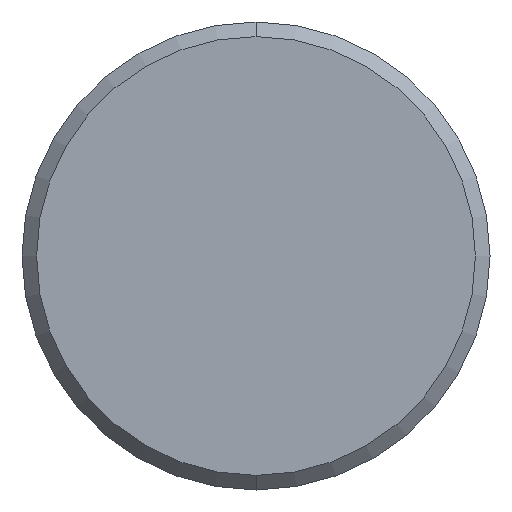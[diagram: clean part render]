
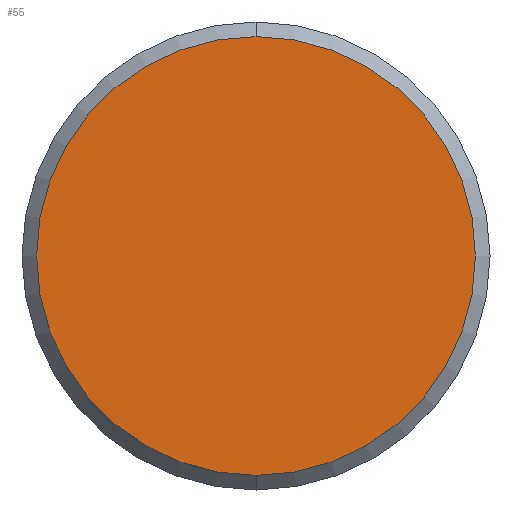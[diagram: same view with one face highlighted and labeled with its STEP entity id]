
A CAD part, front view. The second image highlights one B-rep face of the part: STEP entity #55.
In plain terms, the highlighted planar face has unit normal (0, -1, 0).
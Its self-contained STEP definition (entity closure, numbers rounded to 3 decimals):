
#2 = CARTESIAN_POINT ( 'NONE',  ( 0., -4., 0. ) ) ;
#39 = DIRECTION ( 'NONE',  ( 0., 1., 0. ) ) ;
#44 = DIRECTION ( 'NONE',  ( 0., 0., 1. ) ) ;
#53 = VERTEX_POINT ( 'NONE', #116 ) ;
#55 = ADVANCED_FACE ( 'NONE', ( #266 ), #164, .F. ) ;
#57 = EDGE_LOOP ( 'NONE', ( #95, #273 ) ) ;
#78 = DIRECTION ( 'NONE',  ( 0., -1., 0. ) ) ;
#83 = AXIS2_PLACEMENT_3D ( 'NONE', #2, #236, #44 ) ;
#92 = AXIS2_PLACEMENT_3D ( 'NONE', #146, #39, #268 ) ;
#95 = ORIENTED_EDGE ( 'NONE', *, *, #113, .T. ) ;
#96 = CIRCLE ( 'NONE', #252, 1.875 ) ;
#113 = EDGE_CURVE ( 'NONE', #53, #248, #96, .T. ) ;
#116 = CARTESIAN_POINT ( 'NONE',  ( 0., -4., 1.875 ) ) ;
#118 = EDGE_CURVE ( 'NONE', #248, #53, #213, .T. ) ;
#146 = CARTESIAN_POINT ( 'NONE',  ( 0., -4., 0. ) ) ;
#164 = PLANE ( 'NONE',  #92 ) ;
#184 = CARTESIAN_POINT ( 'NONE',  ( 0., -4., 0. ) ) ;
#188 = DIRECTION ( 'NONE',  ( 0., 0., 1. ) ) ;
#213 = CIRCLE ( 'NONE', #83, 1.875 ) ;
#236 = DIRECTION ( 'NONE',  ( 0., -1., 0. ) ) ;
#248 = VERTEX_POINT ( 'NONE', #255 ) ;
#252 = AXIS2_PLACEMENT_3D ( 'NONE', #184, #78, #188 ) ;
#255 = CARTESIAN_POINT ( 'NONE',  ( 0., -4., -1.875 ) ) ;
#266 = FACE_OUTER_BOUND ( 'NONE', #57, .T. ) ;
#268 = DIRECTION ( 'NONE',  ( 0., 0., 1. ) ) ;
#273 = ORIENTED_EDGE ( 'NONE', *, *, #118, .T. ) ;
